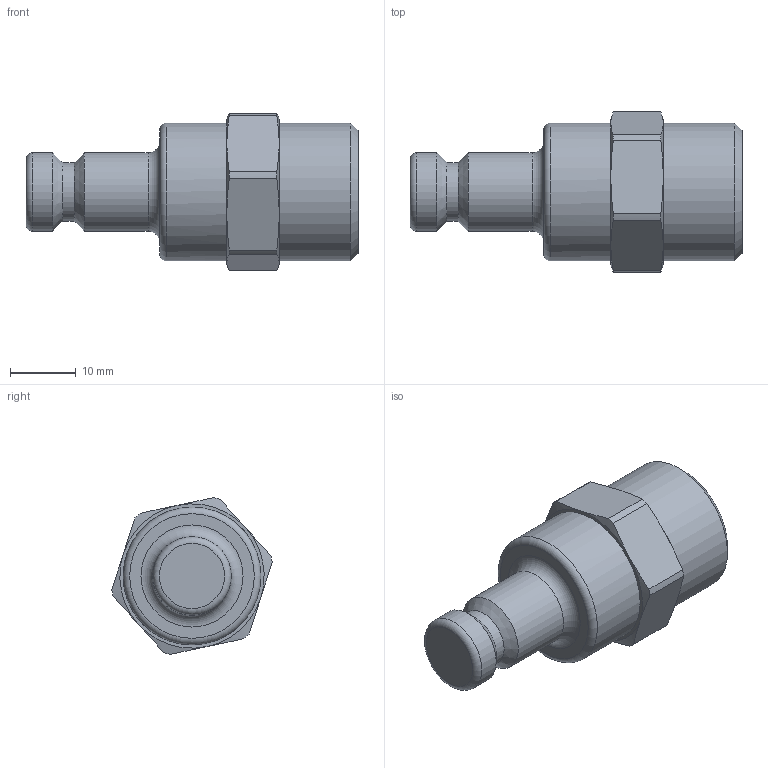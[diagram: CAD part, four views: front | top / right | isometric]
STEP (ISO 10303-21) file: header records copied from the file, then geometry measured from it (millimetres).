
FILE_DESCRIPTION((''),'2;1');
FILE_NAME('52sbaw21spn.stp','2012-12-12T09:47:50',('IA176480'),(''),'Autodesk Inventor 2011','Autodesk Inventor 2011','');
FILE_SCHEMA(('AUTOMOTIVE_DESIGN { 1 0 10303 214 1 1 1 1 }'));
Length unit declared in the file: millimetre
Products named in the file (1): D105399
Bounding box: 50.6 x 24.46 x 23.9 mm (x, y, z)
Volume: 13063.2 mm3; surface area: 4013 mm2
Topology: 1 solids, 3 shells, 49 faces, 105 edges, 64 vertices
Faces by surface type: cone 17, cylinder 15, plane 14, torus 3
Full cylindrical faces by diameter (mm): 8.9 x1, 11.95 x2, 16.869 x2, 17.153 x2, 20.955 x1, 21 x1
Entity records: 1259 total; most frequent: CARTESIAN_POINT 240, DIRECTION 206, ORIENTED_EDGE 166, AXIS2_PLACEMENT_3D 97, EDGE_CURVE 83, EDGE_LOOP 72, VERTEX_POINT 59, FACE_OUTER_BOUND 49
